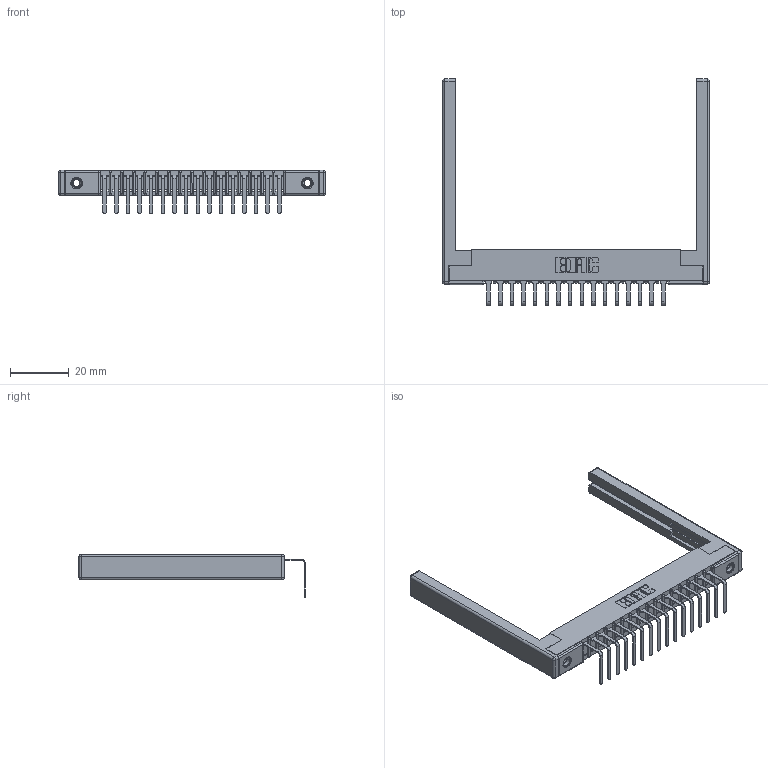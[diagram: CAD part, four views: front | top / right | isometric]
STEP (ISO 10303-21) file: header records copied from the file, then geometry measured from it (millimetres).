
FILE_DESCRIPTION (( 'STEP AP203' ), '1' );
FILE_NAME ('307-016-558-168.STEP', '2019-09-04T12:51:34', ( '' ), ( '' ), 'SwSTEP 2.0', 'SolidWorks 2016', '' );
FILE_SCHEMA (( 'CONFIG_CONTROL_DESIGN' ));
Length unit declared in the file: inch
Products named in the file (5): 345-250-001_345-250-001-102; 307-016-558-168; 307 Part_.156 Dia Mounting Holes; 307-290-001_558 - 2 (Single); 307-220-068
Assembly tree (21 placements, depth 2):
  307-016-558-168
    307 Part_.156 Dia Mounting Holes
    307-290-001_558 - 2 (Single)  x16
    307-220-068  x2
    345-250-001_345-250-001-102  x2
Bounding box: 90.83 x 76.92 x 14.81 mm (x, y, z)
Volume: 10393.7 mm3; surface area: 13367.1 mm2
Topology: 21 solids, 21 shells, 1249 faces, 3497 edges, 2242 vertices
Faces by surface type: plane 782, cylinder 409, sphere 42, cone 12, torus 4
Entity records: 19785 total; most frequent: CARTESIAN_POINT 3289, ORIENTED_EDGE 3264, DIRECTION 3232, EDGE_CURVE 1632, LINE 1238, VECTOR 1238, VERTEX_POINT 1054, AXIS2_PLACEMENT_3D 997
